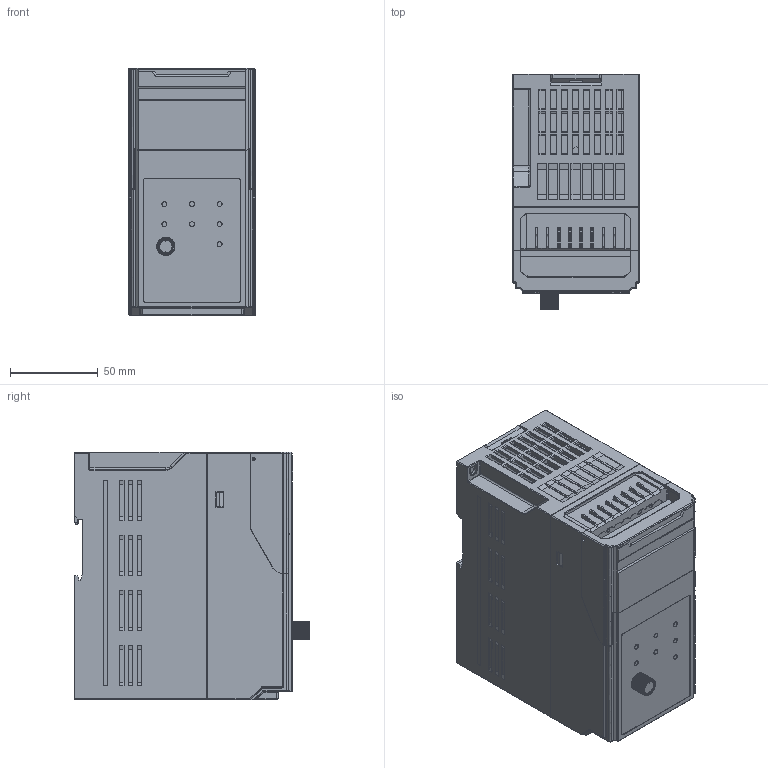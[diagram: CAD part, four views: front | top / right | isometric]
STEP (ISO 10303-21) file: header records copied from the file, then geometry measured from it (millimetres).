
FILE_DESCRIPTION(/* description */ (''),/* implementation_level */ '2;1');
FILE_NAME(/* name */ 'VH1-S1',/* time_stamp */ '2023-10-12T21:10:51+08:00',/* author */ (''),/* organization */ (''),/* preprocessor_version */ 'ST-DEVELOPER v15',/* originating_system */ '',/* authorisation */ '');
FILE_SCHEMA (('AUTOMOTIVE_DESIGN'));
Products named in the file (1): Document
Bounding box: 72 x 133.82 x 141 mm (x, y, z)
Surface area: 231422.6 mm2 (no closed solid volume)
Topology: 0 solids, 3521 shells, 3543 faces, 19161 edges, 19065 vertices
Faces by surface type: plane 1838, bspline 1705
Entity records: 211812 total; most frequent: CARTESIAN_POINT 111780, ORIENTED_EDGE 19164, EDGE_CURVE 19123, VERTEX_POINT 19081, B_SPLINE_CURVE_WITH_KNOTS 15092, EDGE_LOOP 3724, ADVANCED_FACE 3542, FACE_OUTER_BOUND 3542
